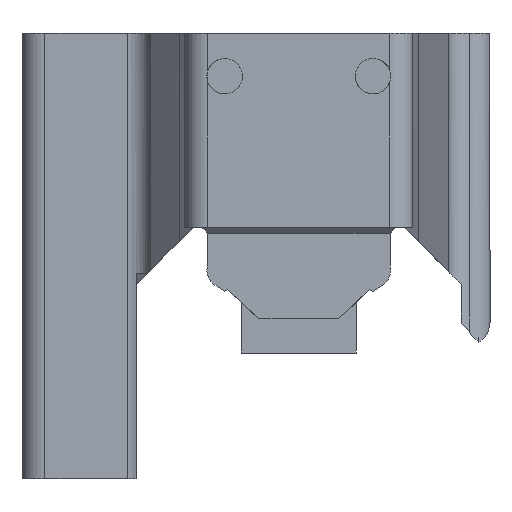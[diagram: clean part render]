
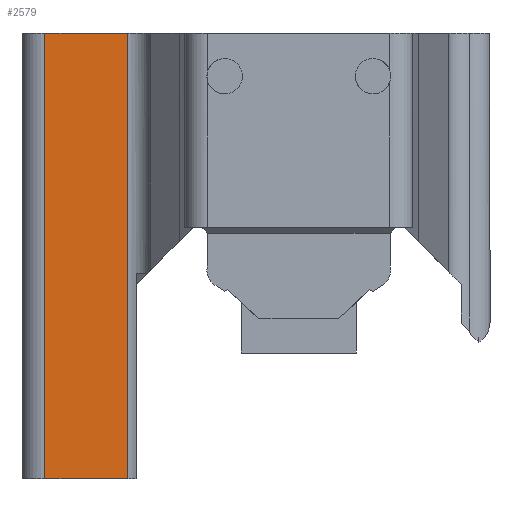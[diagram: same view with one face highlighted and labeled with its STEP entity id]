
A CAD part, front view. The second image highlights one B-rep face of the part: STEP entity #2579.
In plain terms, the highlighted planar face has unit normal (0, -1, 0).
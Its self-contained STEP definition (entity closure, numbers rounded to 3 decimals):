
#65 = VERTEX_POINT ( 'NONE', #1398 ) ;
#185 = VECTOR ( 'NONE', #693, 1000. ) ;
#238 = ORIENTED_EDGE ( 'NONE', *, *, #2943, .F. ) ;
#247 = ORIENTED_EDGE ( 'NONE', *, *, #2857, .T. ) ;
#299 = DIRECTION ( 'NONE',  ( -1., 0., 0. ) ) ;
#320 = PLANE ( 'NONE',  #2766 ) ;
#693 = DIRECTION ( 'NONE',  ( 0., 0., 1. ) ) ;
#939 = LINE ( 'NONE', #3179, #3933 ) ;
#1226 = CARTESIAN_POINT ( 'NONE',  ( -14.987, -51.43, 14.282 ) ) ;
#1351 = CARTESIAN_POINT ( 'NONE',  ( -22.25, -51.43, 14.282 ) ) ;
#1398 = CARTESIAN_POINT ( 'NONE',  ( -22.25, -51.43, 53.282 ) ) ;
#1399 = CARTESIAN_POINT ( 'NONE',  ( -40.86, -51.43, 53.282 ) ) ;
#1458 = CARTESIAN_POINT ( 'NONE',  ( -14.987, -51.43, 53.282 ) ) ;
#1620 = DIRECTION ( 'NONE',  ( 0., 1., 0. ) ) ;
#1907 = FACE_OUTER_BOUND ( 'NONE', #2308, .T. ) ;
#2230 = CARTESIAN_POINT ( 'NONE',  ( -40.86, -51.43, 32.282 ) ) ;
#2267 = LINE ( 'NONE', #3529, #185 ) ;
#2269 = VECTOR ( 'NONE', #3913, 1000. ) ;
#2284 = VERTEX_POINT ( 'NONE', #1351 ) ;
#2308 = EDGE_LOOP ( 'NONE', ( #247, #3154, #238, #3659 ) ) ;
#2496 = EDGE_CURVE ( 'NONE', #65, #2284, #4012, .T. ) ;
#2555 = VERTEX_POINT ( 'NONE', #1226 ) ;
#2579 = ADVANCED_FACE ( 'NONE', ( #1907 ), #320, .F. ) ;
#2766 = AXIS2_PLACEMENT_3D ( 'NONE', #2230, #1620, #299 ) ;
#2816 = EDGE_CURVE ( 'NONE', #2555, #3461, #2267, .T. ) ;
#2852 = DIRECTION ( 'NONE',  ( 1., 0., 0. ) ) ;
#2857 = EDGE_CURVE ( 'NONE', #2284, #2555, #939, .T. ) ;
#2943 = EDGE_CURVE ( 'NONE', #65, #3461, #2952, .T. ) ;
#2952 = LINE ( 'NONE', #1399, #2269 ) ;
#3154 = ORIENTED_EDGE ( 'NONE', *, *, #2816, .T. ) ;
#3179 = CARTESIAN_POINT ( 'NONE',  ( -14.25, -51.43, 14.282 ) ) ;
#3461 = VERTEX_POINT ( 'NONE', #1458 ) ;
#3529 = CARTESIAN_POINT ( 'NONE',  ( -14.987, -51.43, 32.282 ) ) ;
#3620 = CARTESIAN_POINT ( 'NONE',  ( -22.25, -51.43, 14.282 ) ) ;
#3659 = ORIENTED_EDGE ( 'NONE', *, *, #2496, .T. ) ;
#3913 = DIRECTION ( 'NONE',  ( 1., 0., 0. ) ) ;
#3933 = VECTOR ( 'NONE', #2852, 1000. ) ;
#3949 = DIRECTION ( 'NONE',  ( 0., 0., -1. ) ) ;
#4012 = LINE ( 'NONE', #3620, #4082 ) ;
#4082 = VECTOR ( 'NONE', #3949, 1000. ) ;
